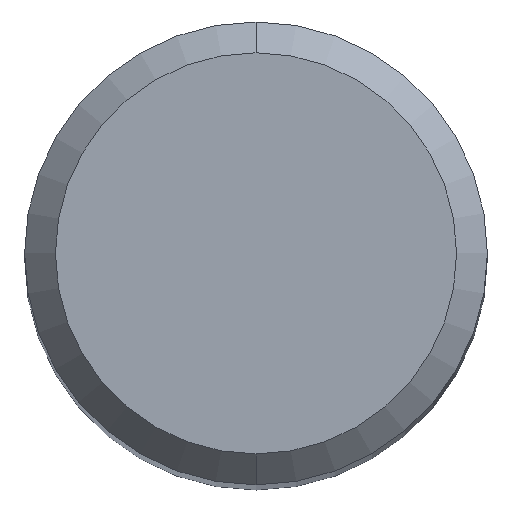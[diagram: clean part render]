
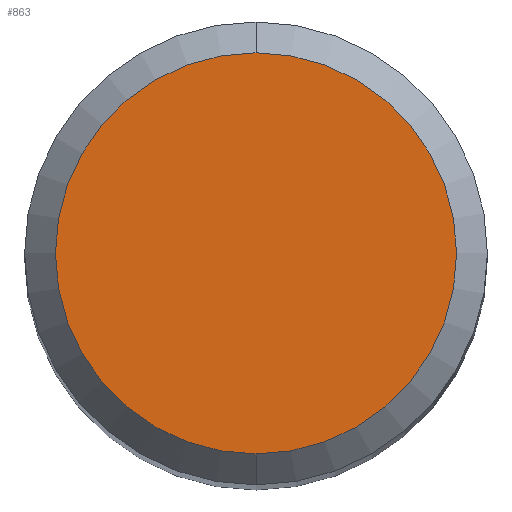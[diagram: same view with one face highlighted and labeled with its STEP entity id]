
A CAD part, top view. The second image highlights one B-rep face of the part: STEP entity #863.
In plain terms, the highlighted planar face has unit normal (0, 0, 1).
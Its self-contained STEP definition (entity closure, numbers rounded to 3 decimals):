
#863=ADVANCED_FACE('',(#2293),#2294,.T.);
#1043=EDGE_CURVE('',#1859,#1385,#2490,.T.);
#1165=EDGE_CURVE('',#1385,#1859,#2625,.T.);
#1385=VERTEX_POINT('',#2863);
#1859=VERTEX_POINT('',#3372);
#2293=FACE_OUTER_BOUND('',#5077,.T.);
#2294=PLANE('',#5078);
#2490=CIRCLE('',#6521,2.6);
#2625=CIRCLE('',#8051,2.6);
#2863=CARTESIAN_POINT('',(0.0,2.6,0.0));
#3372=CARTESIAN_POINT('',(0.,-2.6,0.0));
#5077=EDGE_LOOP('',(#19414,#19415));
#5078=AXIS2_PLACEMENT_3D('',#19416,#19417,#19418);
#6521=AXIS2_PLACEMENT_3D('',#19607,#19608,#19609);
#8051=AXIS2_PLACEMENT_3D('',#19728,#19729,#19730);
#19414=ORIENTED_EDGE('',*,*,#1165,.F.);
#19415=ORIENTED_EDGE('',*,*,#1043,.F.);
#19416=CARTESIAN_POINT('',(0.0,1.3,0.0));
#19417=DIRECTION('',(-0.0,0.0,1.0));
#19418=DIRECTION('',(0.0,-1.0,0.0));
#19607=CARTESIAN_POINT('',(0.0,0.0,0.0));
#19608=DIRECTION('',(0.0,0.0,-1.0));
#19609=DIRECTION('',(0.0,1.0,0.0));
#19728=CARTESIAN_POINT('',(0.0,0.0,0.0));
#19729=DIRECTION('',(0.0,0.0,-1.0));
#19730=DIRECTION('',(0.0,1.0,0.0));
